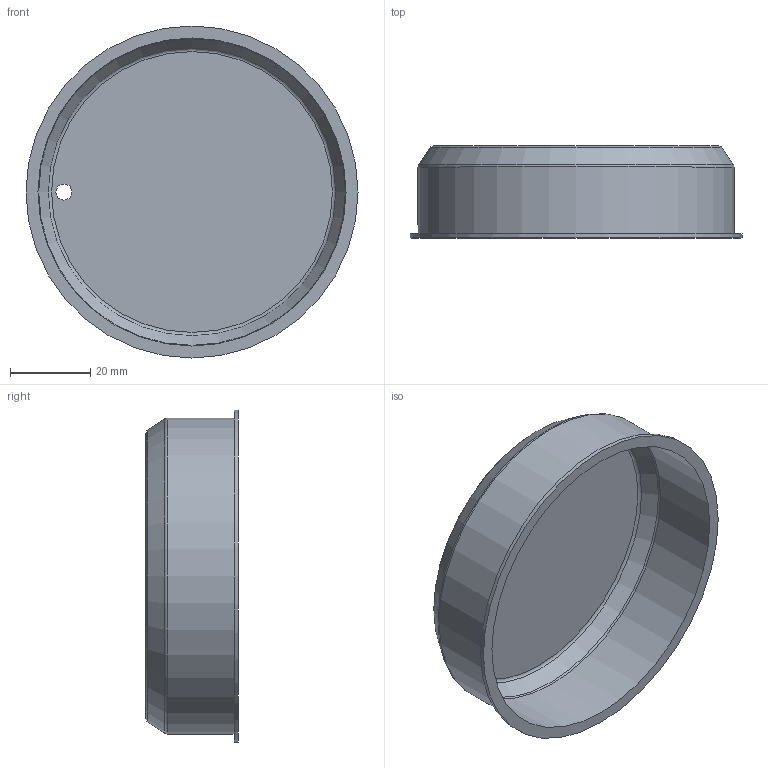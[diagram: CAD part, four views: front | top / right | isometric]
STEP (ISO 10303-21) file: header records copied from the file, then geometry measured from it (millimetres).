
FILE_DESCRIPTION((''),'2;1');
FILE_NAME('HPL-80.stp','2014-06-05T15:14:21',(''),(''),'Autodesk Inventor 2013','Autodesk Inventor 2013','');
FILE_SCHEMA(('AUTOMOTIVE_DESIGN { 1 2 10303 214 0 1 1 1 }'));
Length unit declared in the file: millimetre
Products named in the file (1): HPL-80
Bounding box: 83 x 23 x 83 mm (x, y, z)
Volume: 10236.4 mm3; surface area: 20697 mm2
Topology: 1 solids, 1 shells, 14 faces, 25 edges, 15 vertices
Faces by surface type: cylinder 4, torus 4, plane 4, cone 2
Full cylindrical faces by diameter (mm): 4 x1, 77 x1, 79 x1, 83 x1
Entity records: 335 total; most frequent: DIRECTION 58, CARTESIAN_POINT 43, AXIS2_PLACEMENT_3D 29, ORIENTED_EDGE 28, EDGE_LOOP 28, STYLED_ITEM 15, VERTEX_POINT 14, CIRCLE 14
